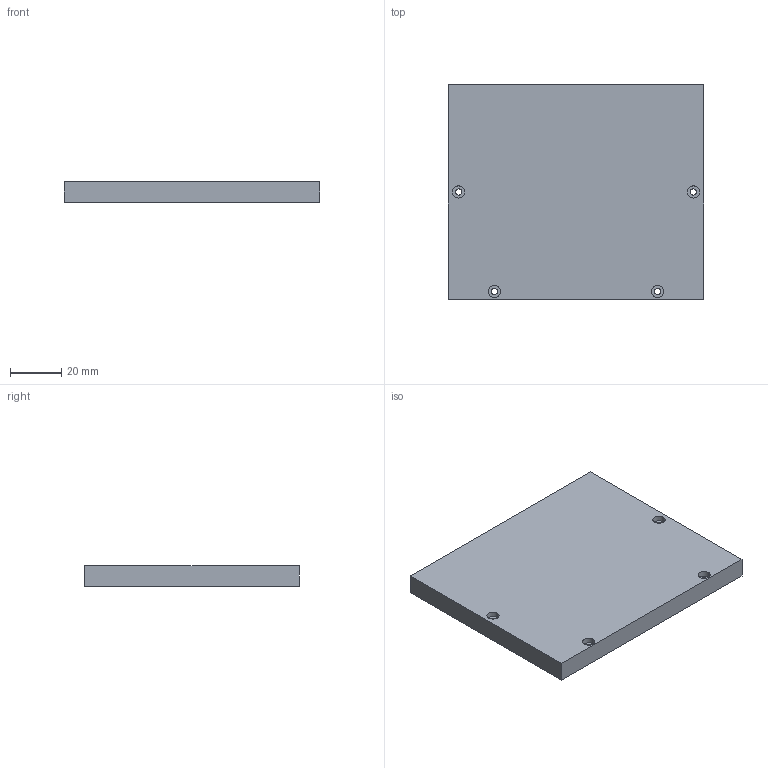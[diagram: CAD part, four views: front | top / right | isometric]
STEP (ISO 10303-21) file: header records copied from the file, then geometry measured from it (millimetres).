
FILE_DESCRIPTION (( 'STEP AP214' ), '1' );
FILE_NAME ('cover_left_side.STEP', '2021-08-18T04:18:29', ( '' ), ( '' ), 'SwSTEP 2.0', 'SolidWorks 2019', '' );
FILE_SCHEMA (( 'AUTOMOTIVE_DESIGN' ));
Length unit declared in the file: millimetre
Products named in the file (1): cover_left_side
Bounding box: 100 x 84 x 8 mm (x, y, z)
Volume: 66875.2 mm3; surface area: 20150.5 mm2
Topology: 1 solids, 1 shells, 34 faces, 80 edges, 50 vertices
Faces by surface type: cylinder 20, plane 10, cone 4
Entity records: 1058 total; most frequent: DIRECTION 186, CARTESIAN_POINT 161, ORIENTED_EDGE 152, EDGE_CURVE 76, AXIS2_PLACEMENT_3D 75, VERTEX_POINT 50, EDGE_LOOP 48, CIRCLE 40
